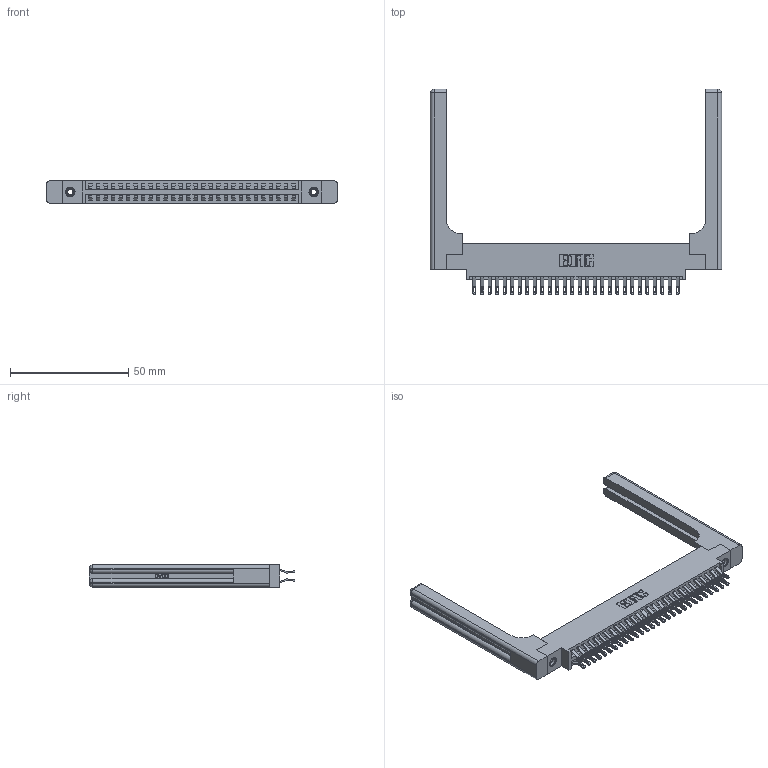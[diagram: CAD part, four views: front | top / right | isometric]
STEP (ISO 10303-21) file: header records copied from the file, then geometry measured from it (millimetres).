
FILE_DESCRIPTION (( 'STEP AP203' ), '1' );
FILE_NAME ('396-056-555-858.STEP', '2019-11-02T08:25:14', ( '' ), ( '' ), 'SwSTEP 2.0', 'SolidWorks 2016', '' );
FILE_SCHEMA (( 'CONFIG_CONTROL_DESIGN' ));
Length unit declared in the file: inch
Products named in the file (5): 346-220-058_345-220-058; 396-056-555-858; 346 Part_0.170 Offset - 0.156 Dia-TH; 345-292-001_555 Tail; 345-250-001_345-250-001-102
Assembly tree (61 placements, depth 2):
  396-056-555-858
    346 Part_0.170 Offset - 0.156 Dia-TH
    345-292-001_555 Tail  x56
    345-250-001_345-250-001-102  x2
    346-220-058_345-220-058  x2
Bounding box: 122.96 x 86.74 x 9.4 mm (x, y, z)
Volume: 19383.6 mm3; surface area: 21854.1 mm2
Topology: 61 solids, 61 shells, 3630 faces, 11255 edges, 7482 vertices
Faces by surface type: plane 2076, cylinder 1494, bspline 36, cone 12, sphere 8, torus 4
Entity records: 25798 total; most frequent: CARTESIAN_POINT 5315, ORIENTED_EDGE 4016, DIRECTION 3636, EDGE_CURVE 2008, VECTOR 1652, LINE 1652, VERTEX_POINT 1330, AXIS2_PLACEMENT_3D 992
